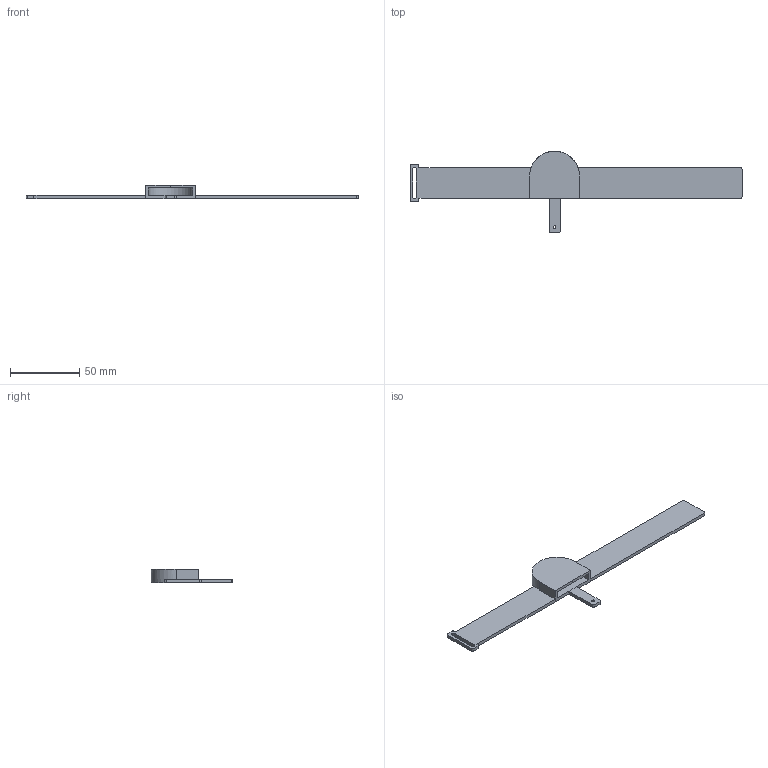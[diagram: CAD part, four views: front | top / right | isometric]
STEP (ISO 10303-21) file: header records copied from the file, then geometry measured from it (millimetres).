
FILE_DESCRIPTION(/* description */ ('VariCAD 2019-3.05 AP-214'),/* implementation_level */ '2;1');
FILE_NAME(/* name */ 'alekstrap.stp',/* time_stamp */ '2019-11-07T20:19:28-05:00',/* author */ (''),/* organization */ (''),/* preprocessor_version */ 'VariCAD 2019-3.05',/* originating_system */ 'VariCAD 2019-3.05; kernel version (20180118)',/* authorisation */ '');
FILE_SCHEMA(('AUTOMOTIVE_DESIGN'));
Length unit declared in the file: millimetre
Products named in the file (2): alekstrap
Assembly tree (1 placements, depth 2):
  alekstrap
    (unnamed)
Bounding box: 240 x 59 x 9.9 mm (x, y, z)
Volume: 17457.3 mm3; surface area: 16124.6 mm2
Topology: 1 solids, 1 shells, 49 faces, 135 edges, 88 vertices
Faces by surface type: plane 33, cylinder 16
Entity records: 1619 total; most frequent: DIRECTION 277, CARTESIAN_POINT 276, ORIENTED_EDGE 270, EDGE_CURVE 135, LINE 99, VECTOR 99, AXIS2_PLACEMENT_3D 89, VERTEX_POINT 88
